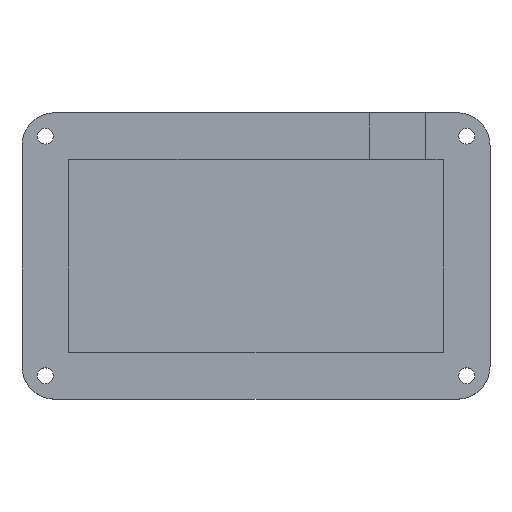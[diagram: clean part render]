
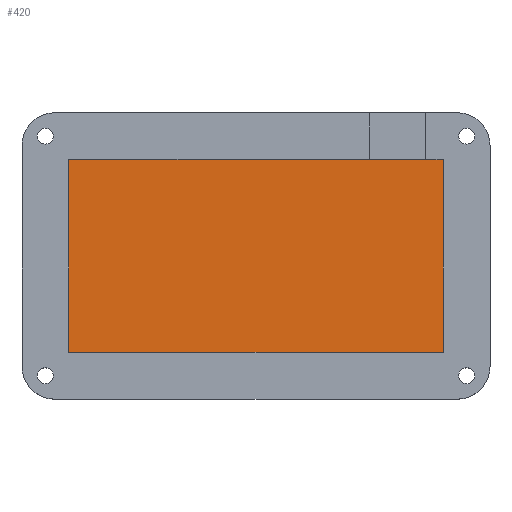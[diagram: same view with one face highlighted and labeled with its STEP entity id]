
A CAD part, top view. The second image highlights one B-rep face of the part: STEP entity #420.
In plain terms, the highlighted planar face has unit normal (0, 0, 1).
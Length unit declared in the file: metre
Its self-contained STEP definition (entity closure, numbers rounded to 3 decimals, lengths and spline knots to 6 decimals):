
#116=ORIENTED_EDGE('',*,*,#175,.F.);
#117=ORIENTED_EDGE('',*,*,#172,.T.);
#118=ORIENTED_EDGE('',*,*,#152,.T.);
#119=ORIENTED_EDGE('',*,*,#178,.F.);
#152=EDGE_CURVE('',#209,#208,#248,.T.);
#172=EDGE_CURVE('',#228,#209,#268,.T.);
#175=EDGE_CURVE('',#228,#230,#271,.T.);
#178=EDGE_CURVE('',#230,#208,#274,.T.);
#208=VERTEX_POINT('',#607);
#209=VERTEX_POINT('',#609);
#228=VERTEX_POINT('',#652);
#230=VERTEX_POINT('',#658);
#248=LINE('',#608,#288);
#268=LINE('',#651,#308);
#271=LINE('',#657,#311);
#274=LINE('',#663,#314);
#288=VECTOR('',#487,1.);
#308=VECTOR('',#515,1.);
#311=VECTOR('',#520,1.);
#314=VECTOR('',#525,1.);
#350=EDGE_LOOP('',(#116,#117,#118,#119));
#384=FACE_BOUND('',#350,.T.);
#402=PLANE('',#471);
#420=ADVANCED_FACE('',(#384),#402,.T.);
#471=AXIS2_PLACEMENT_3D('',#706,#579,#580);
#487=DIRECTION('',(-1.,0.,0.));
#515=DIRECTION('',(0.,1.,0.));
#520=DIRECTION('',(-1.,0.,0.));
#525=DIRECTION('',(0.,1.,0.));
#579=DIRECTION('',(0.,0.,1.));
#580=DIRECTION('',(1.,0.,0.));
#607=CARTESIAN_POINT('',(-0.0401,0.02065,0.003));
#608=CARTESIAN_POINT('',(0.,0.02065,0.003));
#609=CARTESIAN_POINT('',(0.0401,0.02065,0.003));
#651=CARTESIAN_POINT('',(0.0401,0.,0.003));
#652=CARTESIAN_POINT('',(0.0401,-0.02065,0.003));
#657=CARTESIAN_POINT('',(0.,-0.02065,0.003));
#658=CARTESIAN_POINT('',(-0.0401,-0.02065,0.003));
#663=CARTESIAN_POINT('',(-0.0401,0.,0.003));
#706=CARTESIAN_POINT('',(0.,0.,0.003));
